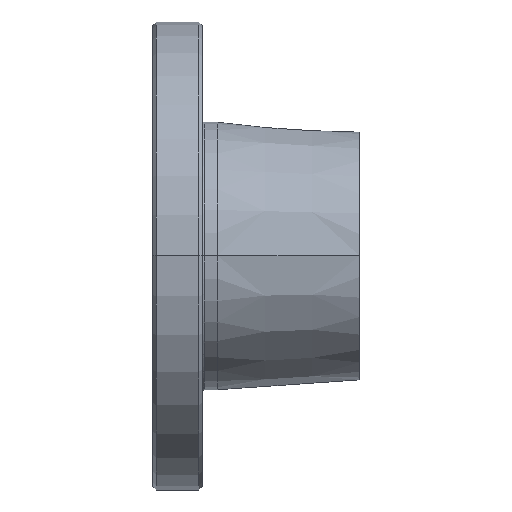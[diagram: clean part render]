
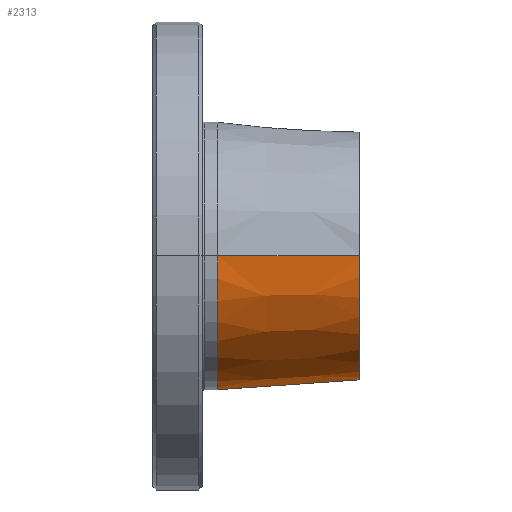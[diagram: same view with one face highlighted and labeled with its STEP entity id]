
A CAD part, top view. The second image highlights one B-rep face of the part: STEP entity #2313.
In plain terms, the highlighted conical face has half-angle 4 degrees and reference radius 34.925 mm.
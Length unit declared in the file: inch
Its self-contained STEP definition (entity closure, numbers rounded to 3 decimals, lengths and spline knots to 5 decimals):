
#640 = VERTEX_POINT ( 'NONE', #1103 ) ;
#745 = CARTESIAN_POINT ( 'NONE',  ( 2.12598, -1.27288, 0.02559 ) ) ;
#1103 = CARTESIAN_POINT ( 'NONE',  ( 2.12598, 0., 1.27314 ) ) ;
#1109 = DIRECTION ( 'NONE',  ( -0.998, 0., 0.07 ) ) ;
#1421 = ORIENTED_EDGE ( 'NONE', *, *, #2016, .T. ) ;
#1625 = DIRECTION ( 'NONE',  ( 0., 0., 1. ) ) ;
#1677 = CARTESIAN_POINT ( 'NONE',  ( 1.15486, -1.3408, 0.02559 ) ) ;
#1982 = EDGE_CURVE ( 'NONE', #3386, #3449, #5119, .T. ) ;
#2005 = EDGE_CURVE ( 'NONE', #640, #3449, #4888, .T. ) ;
#2016 = EDGE_CURVE ( 'NONE', #5882, #640, #5042, .T. ) ;
#2018 = EDGE_CURVE ( 'NONE', #5882, #3386, #3189, .T. ) ;
#2183 = DIRECTION ( 'NONE',  ( -1., 0., 0. ) ) ;
#2236 = DIRECTION ( 'NONE',  ( -1., 0., 0. ) ) ;
#2313 = ADVANCED_FACE ( 'NONE', ( #4558 ), #4104, .T. ) ;
#2418 = VECTOR ( 'NONE', #1109, 39.37008 ) ;
#2705 = CARTESIAN_POINT ( 'NONE',  ( 0.66929, 0., 0. ) ) ;
#2775 = CARTESIAN_POINT ( 'NONE',  ( 2.12598, -1.27288, 0.02559 ) ) ;
#3071 = AXIS2_PLACEMENT_3D ( 'NONE', #2705, #4656, #1625 ) ;
#3189 = B_SPLINE_CURVE_WITH_KNOTS ( 'NONE', 3,
 ( #2775, #6129, #1677, #6165 ),
 .UNSPECIFIED., .F., .F.,
 ( 4, 4 ),
 ( 0., 0.03709 ),
 .UNSPECIFIED. ) ;
#3254 = CARTESIAN_POINT ( 'NONE',  ( 0.66929, 0., 1.375 ) ) ;
#3386 = VERTEX_POINT ( 'NONE', #5852 ) ;
#3449 = VERTEX_POINT ( 'NONE', #3925 ) ;
#3612 = ORIENTED_EDGE ( 'NONE', *, *, #2018, .F. ) ;
#3742 = AXIS2_PLACEMENT_3D ( 'NONE', #5193, #2236, #5697 ) ;
#3822 = AXIS2_PLACEMENT_3D ( 'NONE', #5158, #2183, #5648 ) ;
#3925 = CARTESIAN_POINT ( 'NONE',  ( 0.66929, 0., 1.375 ) ) ;
#4104 = CONICAL_SURFACE ( 'NONE', #3071, 1.375, 0.07 ) ;
#4408 = ORIENTED_EDGE ( 'NONE', *, *, #1982, .F. ) ;
#4558 = FACE_OUTER_BOUND ( 'NONE', #6449, .T. ) ;
#4656 = DIRECTION ( 'NONE',  ( -1., 0., 0. ) ) ;
#4888 = LINE ( 'NONE', #3254, #2418 ) ;
#5042 = CIRCLE ( 'NONE', #3742, 1.27314 ) ;
#5119 = CIRCLE ( 'NONE', #3822, 1.375 ) ;
#5158 = CARTESIAN_POINT ( 'NONE',  ( 0.66929, 0., 0. ) ) ;
#5193 = CARTESIAN_POINT ( 'NONE',  ( 2.12598, 0., 0. ) ) ;
#5648 = DIRECTION ( 'NONE',  ( 0., 0., 1. ) ) ;
#5697 = DIRECTION ( 'NONE',  ( 0., 0., 1. ) ) ;
#5852 = CARTESIAN_POINT ( 'NONE',  ( 0.66929, -1.37476, 0.02559 ) ) ;
#5882 = VERTEX_POINT ( 'NONE', #745 ) ;
#6129 = CARTESIAN_POINT ( 'NONE',  ( 1.64042, -1.30684, 0.02559 ) ) ;
#6165 = CARTESIAN_POINT ( 'NONE',  ( 0.66929, -1.37476, 0.02559 ) ) ;
#6270 = ORIENTED_EDGE ( 'NONE', *, *, #2005, .T. ) ;
#6449 = EDGE_LOOP ( 'NONE', ( #1421, #6270, #4408, #3612 ) ) ;
